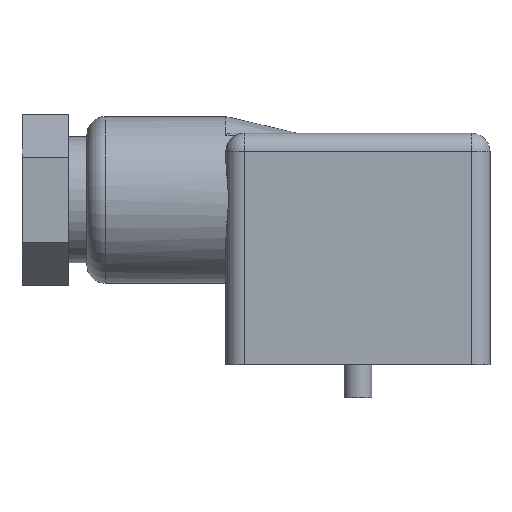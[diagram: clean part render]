
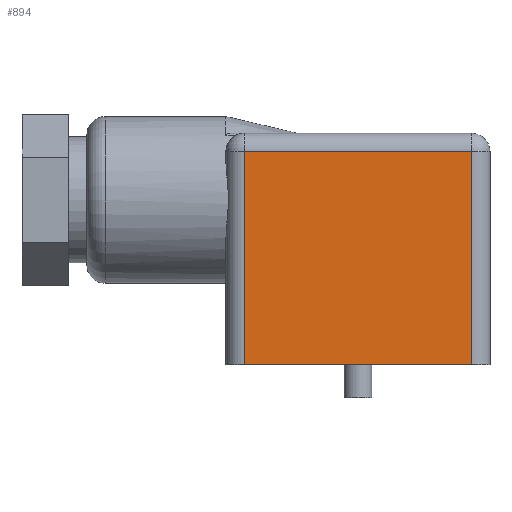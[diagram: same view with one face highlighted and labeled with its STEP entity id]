
A CAD part, front view. The second image highlights one B-rep face of the part: STEP entity #894.
In plain terms, the highlighted planar face has unit normal (0, -1, 0).
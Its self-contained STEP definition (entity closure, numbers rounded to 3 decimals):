
#54=LINE('',#1187,#100);
#86=LINE('',#1276,#132);
#87=LINE('',#1278,#133);
#88=LINE('',#1280,#134);
#100=VECTOR('',#1002,1000.);
#132=VECTOR('',#1086,1000.);
#133=VECTOR('',#1087,1000.);
#134=VECTOR('',#1088,1000.);
#214=ORIENTED_EDGE('',*,*,#358,.F.);
#215=ORIENTED_EDGE('',*,*,#359,.F.);
#216=ORIENTED_EDGE('',*,*,#360,.F.);
#217=ORIENTED_EDGE('',*,*,#317,.F.);
#317=EDGE_CURVE('',#401,#402,#54,.T.);
#358=EDGE_CURVE('',#433,#401,#86,.T.);
#359=EDGE_CURVE('',#434,#433,#87,.T.);
#360=EDGE_CURVE('',#402,#434,#88,.T.);
#401=VERTEX_POINT('',#1186);
#402=VERTEX_POINT('',#1188);
#433=VERTEX_POINT('',#1277);
#434=VERTEX_POINT('',#1279);
#501=EDGE_LOOP('',(#214,#215,#216,#217));
#550=FACE_BOUND('',#501,.T.);
#592=PLANE('',#951);
#894=ADVANCED_FACE('',(#550),#592,.T.);
#951=AXIS2_PLACEMENT_3D('',#1275,#1084,#1085);
#1002=DIRECTION('',(-1.,0.,0.));
#1084=DIRECTION('',(0.,-1.,0.));
#1085=DIRECTION('',(0.,0.,-1.));
#1086=DIRECTION('',(0.,0.,-1.));
#1087=DIRECTION('',(1.,0.,0.));
#1088=DIRECTION('',(0.,0.,1.));
#1186=CARTESIAN_POINT('',(12.25,-10.,5.));
#1187=CARTESIAN_POINT('',(7.125,-10.,5.));
#1188=CARTESIAN_POINT('',(-12.25,-10.,5.));
#1275=CARTESIAN_POINT('',(14.25,-10.,5.));
#1276=CARTESIAN_POINT('',(12.25,-10.,5.));
#1277=CARTESIAN_POINT('',(12.25,-10.,28.));
#1278=CARTESIAN_POINT('',(7.125,-10.,28.));
#1279=CARTESIAN_POINT('',(-12.25,-10.,28.));
#1280=CARTESIAN_POINT('',(-12.25,-10.,5.));
